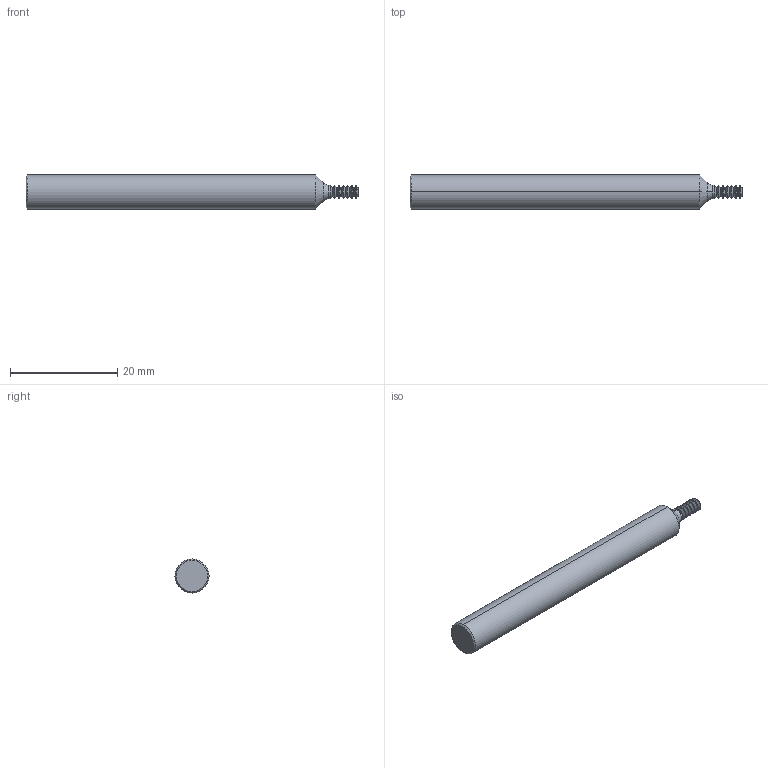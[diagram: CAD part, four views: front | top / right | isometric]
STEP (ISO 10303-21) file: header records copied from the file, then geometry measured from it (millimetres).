
FILE_DESCRIPTION (( 'STEP AP214' ), '1' );
FILE_NAME ('TM098-32S.STEP', '2020-02-27T00:27:26', ( '' ), ( '' ), 'SwSTEP 2.0', 'SolidWorks 2018', '' );
FILE_SCHEMA (( 'AUTOMOTIVE_DESIGN' ));
Length unit declared in the file: inch
Products named in the file (1): TM098-32S
Bounding box: 61.91 x 6.34 x 6.34 mm (x, y, z)
Volume: 1756.8 mm3; surface area: 1204.4 mm2
Topology: 1 solids, 1 shells, 64 faces, 126 edges, 64 vertices
Faces by surface type: cylinder 30, cone 30, torus 2, plane 2
Entity records: 1636 total; most frequent: DIRECTION 322, CARTESIAN_POINT 255, ORIENTED_EDGE 252, AXIS2_PLACEMENT_3D 131, EDGE_CURVE 126, CIRCLE 66, VERTEX_POINT 64, ADVANCED_FACE 64
